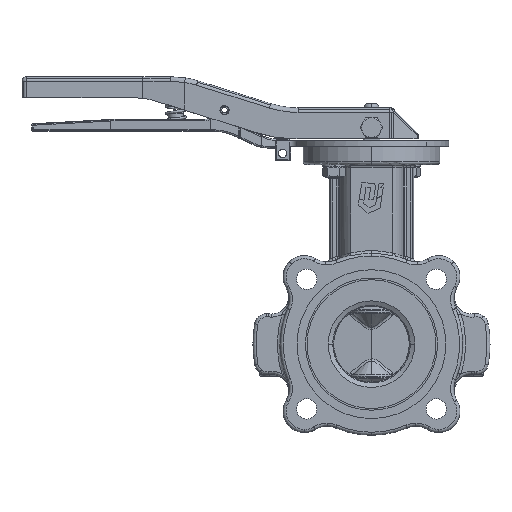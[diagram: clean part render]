
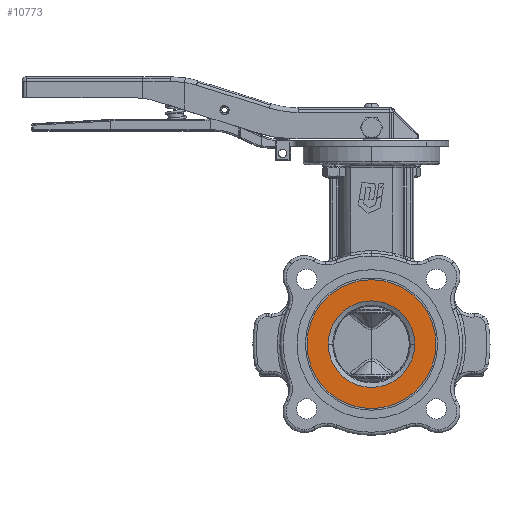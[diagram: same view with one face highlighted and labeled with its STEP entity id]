
A CAD part, left-side view. The second image highlights one B-rep face of the part: STEP entity #10773.
In plain terms, the highlighted planar face has unit normal (-1, 0, 0).
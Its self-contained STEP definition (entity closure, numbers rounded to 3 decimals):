
#7966=CARTESIAN_POINT('',(-21.6,-42.4,0.));
#7967=VERTEX_POINT('',#7966);
#7968=CARTESIAN_POINT('',(-21.6,42.4,-0.));
#7969=VERTEX_POINT('',#7968);
#7970=CARTESIAN_POINT('',(-21.6,-0.,0.));
#7971=DIRECTION('',(1.,-0.,0.));
#7972=DIRECTION('',(-0.,-1.,0.));
#7973=AXIS2_PLACEMENT_3D('',#7970,#7971,#7972);
#7974=CIRCLE('',#7973,42.4);
#7975=EDGE_CURVE('NONE',#7967,#7969,#7974,.T.);
#8499=CARTESIAN_POINT('',(-21.6,28.464,0.));
#8500=VERTEX_POINT('',#8499);
#8507=CARTESIAN_POINT('',(-21.6,-28.464,-0.));
#8508=VERTEX_POINT('',#8507);
#8509=CARTESIAN_POINT('',(-21.6,-0.,0.));
#8510=DIRECTION('',(1.,-0.,-0.));
#8511=DIRECTION('',(-0.,-1.,0.));
#8512=AXIS2_PLACEMENT_3D('',#8509,#8510,#8511);
#8513=CIRCLE('',#8512,28.464);
#8514=EDGE_CURVE('NONE',#8508,#8500,#8513,.T.);
#10331=CARTESIAN_POINT('',(-21.6,-0.,0.));
#10332=DIRECTION('',(1.,-0.,-0.));
#10333=DIRECTION('',(-0.,-1.,0.));
#10334=AXIS2_PLACEMENT_3D('',#10331,#10332,#10333);
#10335=CIRCLE('',#10334,28.464);
#10336=EDGE_CURVE('NONE',#8500,#8508,#10335,.T.);
#10619=CARTESIAN_POINT('',(-21.6,-0.,0.));
#10620=DIRECTION('',(1.,-0.,0.));
#10621=DIRECTION('',(-0.,-1.,0.));
#10622=AXIS2_PLACEMENT_3D('',#10619,#10620,#10621);
#10623=CIRCLE('',#10622,42.4);
#10624=EDGE_CURVE('NONE',#7969,#7967,#10623,.T.);
#10760=CARTESIAN_POINT('',(-21.6,-35.432,0.));
#10761=DIRECTION('',(-1.,0.,0.));
#10762=DIRECTION('',(0.,0.,-1.));
#10763=AXIS2_PLACEMENT_3D('',#10760,#10761,#10762);
#10764=PLANE('',#10763);
#10765=ORIENTED_EDGE('',*,*,#7975,.F.);
#10766=ORIENTED_EDGE('',*,*,#10624,.F.);
#10767=EDGE_LOOP('',(#10765,#10766));
#10768=FACE_BOUND('',#10767,.T.);
#10769=ORIENTED_EDGE('',*,*,#8514,.T.);
#10770=ORIENTED_EDGE('',*,*,#10336,.T.);
#10771=EDGE_LOOP('',(#10769,#10770));
#10772=FACE_BOUND('',#10771,.T.);
#10773=ADVANCED_FACE('NONE',(#10768,#10772),#10764,.T.);
